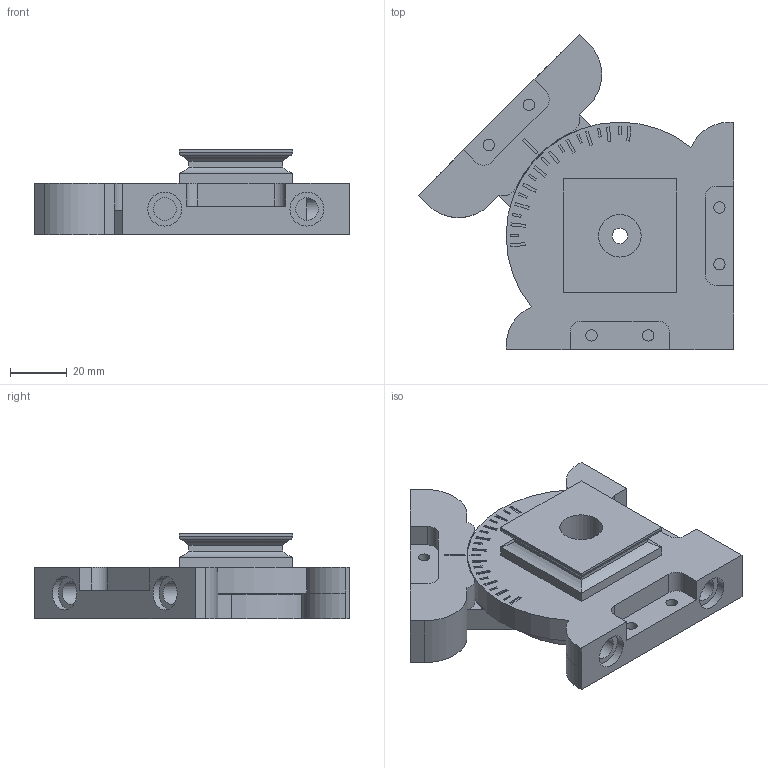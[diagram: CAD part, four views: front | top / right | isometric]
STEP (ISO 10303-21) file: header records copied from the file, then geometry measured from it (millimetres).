
FILE_DESCRIPTION(/* description */ (''),/* implementation_level */ '2;1');
FILE_NAME(/* name */ 'Rail-AdjustableAngle.stp',/* time_stamp */ '2023-06-07T14:03:13+02:00',/* author */ ('hello'),/* organization */ (''),/* preprocessor_version */ 'ST-DEVELOPER v19.2',/* originating_system */ 'Autodesk Inventor 2023',/* authorisation */ '');
FILE_SCHEMA (('AUTOMOTIVE_DESIGN { 1 0 10303 214 3 1 1 }'));
Length unit declared in the file: millimetre
Products named in the file (1): Rail-AdjustableAngle
Bounding box: 110.87 x 110.87 x 30 mm (x, y, z)
Volume: 125933.1 mm3; surface area: 40586.6 mm2
Topology: 3 solids, 3 shells, 229 faces, 523 edges, 339 vertices
Faces by surface type: plane 168, cylinder 59, torus 2
Full cylindrical faces by diameter (mm): 4 x6, 5.5 x1, 8.05 x6, 12 x6, 15 x1, 50 x3, 50.2 x2
Entity records: 6452 total; most frequent: DIRECTION 1095, CARTESIAN_POINT 1092, ORIENTED_EDGE 1046, EDGE_CURVE 523, LINE 411, VECTOR 411, AXIS2_PLACEMENT_3D 342, VERTEX_POINT 339
